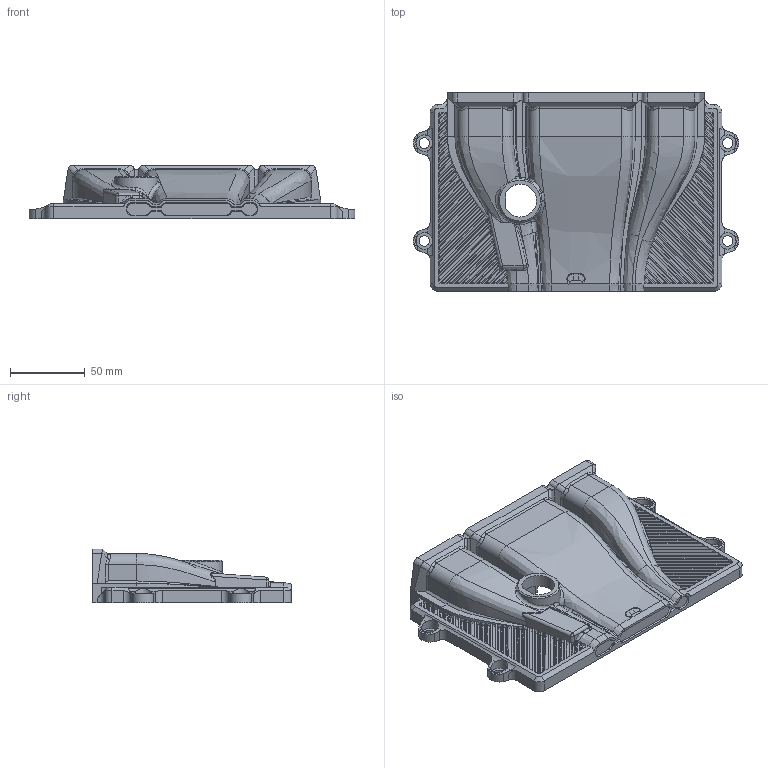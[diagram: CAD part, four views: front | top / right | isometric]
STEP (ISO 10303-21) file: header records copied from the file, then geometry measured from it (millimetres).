
FILE_DESCRIPTION(/* description */ ('KiCad electronic assembly'),/* implementation_level */ '2;1');
FILE_NAME(/* name */ 'super-uaefi v9 TOP.step',/* time_stamp */ '2025-10-05T21:10:08+03:00',/* author */ (''),/* organization */ (''),/* preprocessor_version */ 'ST-DEVELOPER v20.1',/* originating_system */ 'Autodesk Translation Framework v14.17.0.0',/* authorisation */ '');
FILE_SCHEMA (('AUTOMOTIVE_DESIGN { 1 0 10303 214 3 1 1 }'));
Products named in the file (1): private-p 1
Bounding box: 218 x 133 x 36.05 mm (x, y, z)
Volume: 100108.6 mm3; surface area: 86801.3 mm2
Topology: 1 solids, 1 shells, 1216 faces, 3237 edges, 2019 vertices
Faces by surface type: plane 602, bspline 357, cylinder 223, cone 21, sphere 12, torus 1
Full cylindrical faces by diameter (mm): 2.5 x7, 7 x4, 11 x4
Entity records: 47557 total; most frequent: CARTESIAN_POINT 19800, ORIENTED_EDGE 6446, DIRECTION 4700, EDGE_CURVE 3223, VERTEX_POINT 2019, LINE 1704, VECTOR 1704, AXIS2_PLACEMENT_3D 1498
